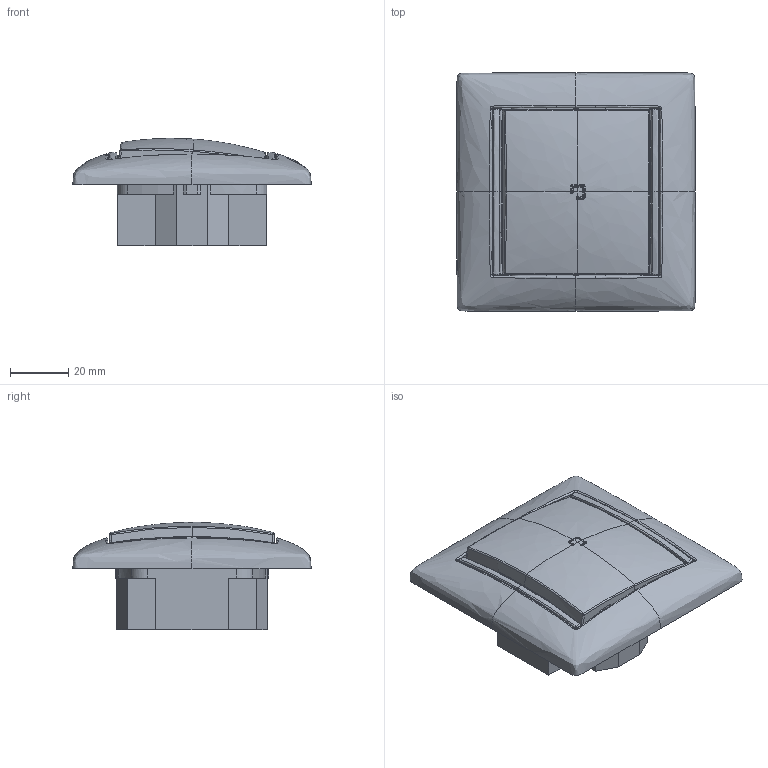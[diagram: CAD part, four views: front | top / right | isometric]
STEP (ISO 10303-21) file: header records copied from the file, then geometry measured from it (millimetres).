
FILE_DESCRIPTION (( 'STEP AP214' ), '1' );
FILE_NAME ('774410.STEP', '2025-09-02T10:35:08', ( '' ), ( '' ), 'SwSTEP 2.0', 'SolidWorks 2022', '' );
FILE_SCHEMA (( 'AUTOMOTIVE_DESIGN' ));
Length unit declared in the file: millimetre
Products named in the file (1): 774410
Bounding box: 82 x 82 x 36.91 mm (x, y, z)
Surface area: 34869.2 mm2 (no closed solid volume)
Topology: 0 solids, 10 shells, 1633 faces, 4500 edges, 2826 vertices
Faces by surface type: bspline 649, plane 576, cylinder 254, cone 78, sphere 46, torus 30
Entity records: 110734 total; most frequent: CARTESIAN_POINT 80656, ORIENTED_EDGE 8812, EDGE_CURVE 4440, B_SPLINE_CURVE_WITH_KNOTS 4434, VERTEX_POINT 2802, DIRECTION 1958, EDGE_LOOP 1654, FACE_OUTER_BOUND 1623
